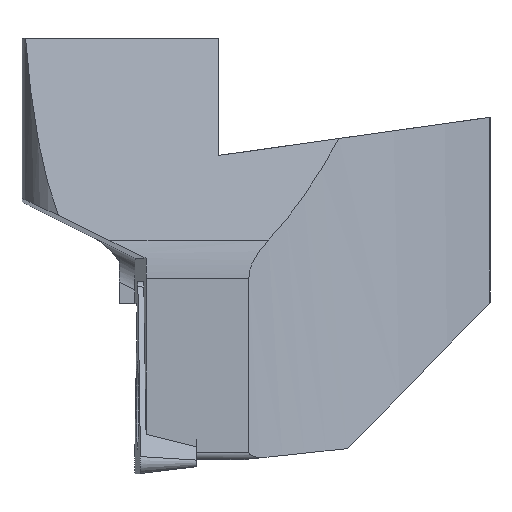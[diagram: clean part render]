
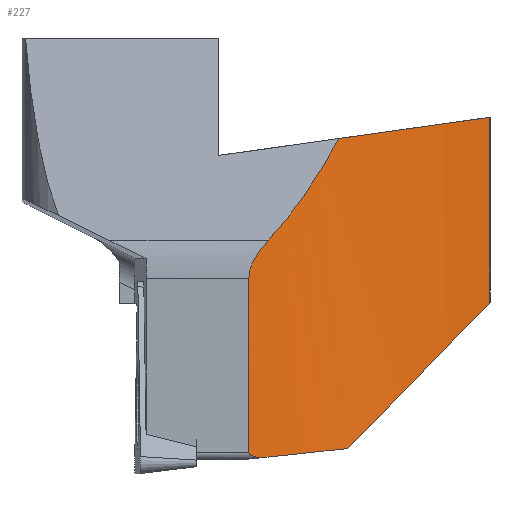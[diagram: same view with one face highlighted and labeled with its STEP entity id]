
A CAD part, left-side view. The second image highlights one B-rep face of the part: STEP entity #227.
In plain terms, the highlighted cylindrical face has radius 33.269 mm (diameter 66.538 mm), a partial arc.
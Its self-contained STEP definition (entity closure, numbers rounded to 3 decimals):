
#142=CYLINDRICAL_SURFACE('',#1378,33.269);
#152=B_SPLINE_CURVE_WITH_KNOTS('',3,(#1835,#1836,#1837,#1838,#1839,#1840,
#1841,#1842,#1843,#1844,#1845,#1846,#1847,#1848,#1849,#1850),
 .UNSPECIFIED.,.F.,.F.,(4,3,3,3,3,4),(0.,0.039,0.09,
0.183,0.494,1.),.UNSPECIFIED.);
#154=B_SPLINE_CURVE_WITH_KNOTS('',3,(#1898,#1899,#1900,#1901,#1902,#1903,
#1904,#1905,#1906,#1907),.UNSPECIFIED.,.F.,.F.,(4,3,3,4),(0.,0.447,
0.794,1.),.UNSPECIFIED.);
#185=ELLIPSE('',#1374,33.452,33.269);
#186=ELLIPSE('',#1375,47.466,33.269);
#187=ELLIPSE('',#1376,33.596,33.269);
#188=ELLIPSE('',#1377,147.894,33.269);
#227=ADVANCED_FACE('',(#337),#142,.T.);
#337=FACE_OUTER_BOUND('',#393,.T.);
#393=EDGE_LOOP('',(#503,#504,#505,#506,#507,#508,#509,#510));
#503=ORIENTED_EDGE('',*,*,#947,.F.);
#504=ORIENTED_EDGE('',*,*,#948,.F.);
#505=ORIENTED_EDGE('',*,*,#949,.F.);
#506=ORIENTED_EDGE('',*,*,#950,.F.);
#507=ORIENTED_EDGE('',*,*,#951,.T.);
#508=ORIENTED_EDGE('',*,*,#952,.T.);
#509=ORIENTED_EDGE('',*,*,#922,.T.);
#510=ORIENTED_EDGE('',*,*,#929,.T.);
#808=VERTEX_POINT('',#1820);
#809=VERTEX_POINT('',#1822);
#814=VERTEX_POINT('',#1834);
#829=VERTEX_POINT('',#1889);
#830=VERTEX_POINT('',#1891);
#831=VERTEX_POINT('',#1893);
#832=VERTEX_POINT('',#1895);
#833=VERTEX_POINT('',#1897);
#922=EDGE_CURVE('',#809,#808,#1089,.T.);
#929=EDGE_CURVE('',#808,#814,#152,.T.);
#947=EDGE_CURVE('',#829,#814,#185,.T.);
#948=EDGE_CURVE('',#830,#829,#186,.T.);
#949=EDGE_CURVE('',#831,#830,#1105,.T.);
#950=EDGE_CURVE('',#832,#831,#187,.T.);
#951=EDGE_CURVE('',#832,#833,#188,.T.);
#952=EDGE_CURVE('',#833,#809,#154,.T.);
#1089=LINE('',#1821,#1191);
#1105=LINE('',#1892,#1207);
#1191=VECTOR('',#1483,1.);
#1207=VECTOR('',#1525,1.);
#1374=AXIS2_PLACEMENT_3D('',#1888,#1521,#1522);
#1375=AXIS2_PLACEMENT_3D('',#1890,#1523,#1524);
#1376=AXIS2_PLACEMENT_3D('',#1894,#1526,#1527);
#1377=AXIS2_PLACEMENT_3D('',#1896,#1528,#1529);
#1378=AXIS2_PLACEMENT_3D('',#1908,#1530,#1531);
#1483=DIRECTION('',(0.,0.,-1.));
#1521=DIRECTION('',(0.003,-0.104,-0.995));
#1522=DIRECTION('',(-0.026,0.994,-0.105));
#1523=DIRECTION('',(0.002,-0.713,-0.701));
#1524=DIRECTION('',(-0.002,0.701,-0.713));
#1525=DIRECTION('',(0.,0.,-1.));
#1526=DIRECTION('',(0.,0.139,0.99));
#1527=DIRECTION('',(0.,0.99,-0.139));
#1528=DIRECTION('',(0.974,0.026,-0.225));
#1529=DIRECTION('',(-0.225,-0.006,-0.974));
#1530=DIRECTION('',(0.,0.,-1.));
#1531=DIRECTION('',(-1.,0.,0.));
#1820=CARTESIAN_POINT('',(-56.213,-9.1,-20.83));
#1821=CARTESIAN_POINT('',(-56.213,-9.1,6.17));
#1822=CARTESIAN_POINT('',(-56.213,-9.1,-8.63));
#1834=CARTESIAN_POINT('',(-56.029,-9.87,-21.201));
#1835=CARTESIAN_POINT('',(-56.213,-9.1,-20.83));
#1836=CARTESIAN_POINT('',(-56.213,-9.1,-20.842));
#1837=CARTESIAN_POINT('',(-56.213,-9.102,-20.854));
#1838=CARTESIAN_POINT('',(-56.212,-9.106,-20.865));
#1839=CARTESIAN_POINT('',(-56.211,-9.111,-20.88));
#1840=CARTESIAN_POINT('',(-56.209,-9.12,-20.894));
#1841=CARTESIAN_POINT('',(-56.207,-9.129,-20.906));
#1842=CARTESIAN_POINT('',(-56.203,-9.146,-20.929));
#1843=CARTESIAN_POINT('',(-56.198,-9.168,-20.947));
#1844=CARTESIAN_POINT('',(-56.193,-9.19,-20.964));
#1845=CARTESIAN_POINT('',(-56.175,-9.265,-21.019));
#1846=CARTESIAN_POINT('',(-56.155,-9.353,-21.054));
#1847=CARTESIAN_POINT('',(-56.134,-9.439,-21.085));
#1848=CARTESIAN_POINT('',(-56.101,-9.58,-21.135));
#1849=CARTESIAN_POINT('',(-56.065,-9.725,-21.171));
#1850=CARTESIAN_POINT('',(-56.029,-9.87,-21.201));
#1888=CARTESIAN_POINT('',(-23.771,-1.731,-21.967));
#1889=CARTESIAN_POINT('',(-53.824,-16.,-20.55));
#1890=CARTESIAN_POINT('',(-23.771,-1.731,-34.988));
#1891=CARTESIAN_POINT('',(-46.527,-26.,-10.354));
#1892=CARTESIAN_POINT('',(-46.527,-26.,6.17));
#1893=CARTESIAN_POINT('',(-46.527,-26.,2.67));
#1894=CARTESIAN_POINT('',(-23.771,-1.731,-0.74));
#1895=CARTESIAN_POINT('',(-54.098,-15.409,1.182));
#1896=CARTESIAN_POINT('',(-23.771,-1.731,134.049));
#1897=CARTESIAN_POINT('',(-55.87,-10.477,-5.931));
#1898=CARTESIAN_POINT('',(-55.87,-10.477,-5.931));
#1899=CARTESIAN_POINT('',(-55.955,-10.164,-6.264));
#1900=CARTESIAN_POINT('',(-56.03,-9.868,-6.62));
#1901=CARTESIAN_POINT('',(-56.09,-9.624,-7.011));
#1902=CARTESIAN_POINT('',(-56.136,-9.435,-7.314));
#1903=CARTESIAN_POINT('',(-56.173,-9.275,-7.644));
#1904=CARTESIAN_POINT('',(-56.194,-9.184,-7.992));
#1905=CARTESIAN_POINT('',(-56.207,-9.13,-8.199));
#1906=CARTESIAN_POINT('',(-56.213,-9.1,-8.415));
#1907=CARTESIAN_POINT('',(-56.213,-9.1,-8.63));
#1908=CARTESIAN_POINT('',(-23.771,-1.731,6.17));
